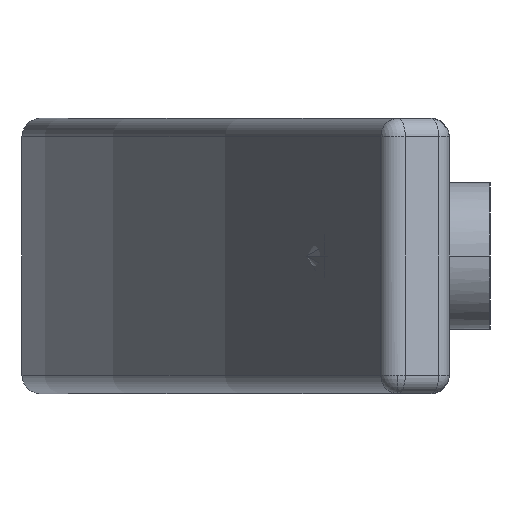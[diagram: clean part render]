
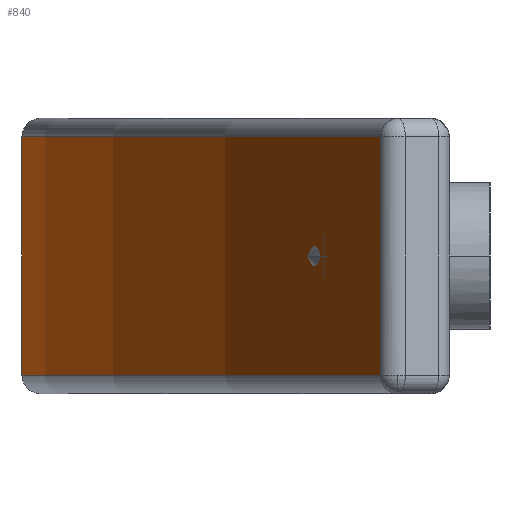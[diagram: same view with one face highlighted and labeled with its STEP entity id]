
A CAD part, left-side view. The second image highlights one B-rep face of the part: STEP entity #840.
In plain terms, the highlighted cylindrical face has radius 215 mm (diameter 430 mm), a partial arc.
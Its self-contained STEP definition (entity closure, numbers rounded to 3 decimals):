
#430=CARTESIAN_POINT('',(0.,-189.5,0.));
#440=DIRECTION('',(0.,0.,1.));
#450=DIRECTION('',(1.,0.,0.));
#460=AXIS2_PLACEMENT_3D('',#430,#440,#450);
#470=CYLINDRICAL_SURFACE('',#460,215.);
#480=CARTESIAN_POINT('',(0.,-189.5,6.5));
#490=DIRECTION('',(0.,0.,1.));
#500=DIRECTION('',(1.,0.,0.));
#510=AXIS2_PLACEMENT_3D('',#480,#490,#500);
#520=CIRCLE('',#510,215.);
#530=CARTESIAN_POINT('',(89.588,5.946,6.5));
#540=VERTEX_POINT('',#530);
#550=CARTESIAN_POINT('',(-89.588,5.946,6.5));
#560=VERTEX_POINT('',#550);
#570=EDGE_CURVE('',#540,#560,#520,.T.);
#580=ORIENTED_EDGE('',*,*,#570,.F.);
#590=CARTESIAN_POINT('',(-89.588,5.946,0.));
#600=DIRECTION('',(0.,0.,-1.));
#610=VECTOR('',#600,1.);
#620=LINE('',#590,#610);
#630=CARTESIAN_POINT('',(-89.588,5.946,-6.5));
#640=VERTEX_POINT('',#630);
#650=EDGE_CURVE('',#560,#640,#620,.T.);
#660=ORIENTED_EDGE('',*,*,#650,.F.);
#670=CARTESIAN_POINT('',(0.,-189.5,-6.5));
#680=DIRECTION('',(0.,0.,1.));
#690=DIRECTION('',(1.,0.,0.));
#700=AXIS2_PLACEMENT_3D('',#670,#680,#690);
#710=CIRCLE('',#700,215.);
#720=CARTESIAN_POINT('',(89.588,5.946,-6.5));
#730=VERTEX_POINT('',#720);
#740=EDGE_CURVE('',#730,#640,#710,.T.);
#750=ORIENTED_EDGE('',*,*,#740,.T.);
#760=CARTESIAN_POINT('',(89.588,5.946,0.));
#770=DIRECTION('',(0.,0.,1.));
#780=VECTOR('',#770,1.);
#790=LINE('',#760,#780);
#800=EDGE_CURVE('',#730,#540,#790,.T.);
#810=ORIENTED_EDGE('',*,*,#800,.F.);
#820=EDGE_LOOP('',(#810,#750,#660,#580));
#830=FACE_OUTER_BOUND('',#820,.T.);
#840=ADVANCED_FACE('',(#830),#470,.T.);
